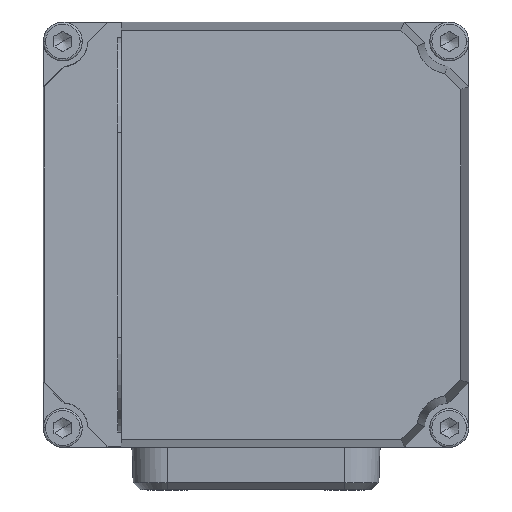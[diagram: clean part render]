
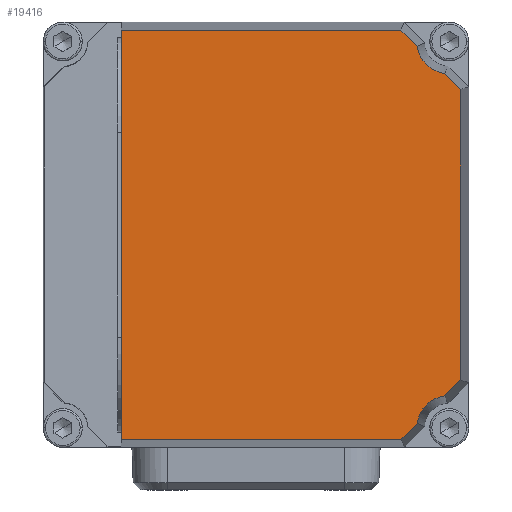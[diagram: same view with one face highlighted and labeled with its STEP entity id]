
A CAD part, front view. The second image highlights one B-rep face of the part: STEP entity #19416.
In plain terms, the highlighted free-form (B-spline) face has degree [1, 1] with [2, 2] control points.
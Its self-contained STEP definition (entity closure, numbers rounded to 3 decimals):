
#18166=DIRECTION('',(0.707,-0.707,0.));
#18167=VECTOR('',#18166,3.225);
#18168=CARTESIAN_POINT('',(20.445,28.865,65.));
#18169=LINE('',#18168,#18167);
#18173=CARTESIAN_POINT('',(27.25,27.25,65.));
#18174=DIRECTION('',(0.,0.,1.));
#18175=DIRECTION('',(-0.989,-0.145,0.));
#18176=AXIS2_PLACEMENT_3D('',#18173,#18174,#18175);
#18181=DIRECTION('',(0.707,-0.707,0.));
#18182=VECTOR('',#18181,3.225);
#18183=CARTESIAN_POINT('',(26.585,22.725,65.));
#18184=LINE('',#18183,#18182);
#18188=DIRECTION('',(0.,1.,0.));
#18189=VECTOR('',#18188,40.89);
#18190=CARTESIAN_POINT('',(28.865,-20.445,65.));
#18191=LINE('',#18190,#18189);
#18195=DIRECTION('',(-0.707,-0.707,0.));
#18196=VECTOR('',#18195,3.225);
#18197=CARTESIAN_POINT('',(28.865,-20.445,65.));
#18198=LINE('',#18197,#18196);
#18202=CARTESIAN_POINT('',(27.25,-27.25,65.));
#18203=DIRECTION('',(0.,0.,1.));
#18204=DIRECTION('',(-0.145,0.989,0.));
#18205=AXIS2_PLACEMENT_3D('',#18202,#18203,#18204);
#18210=DIRECTION('',(-0.707,-0.707,0.));
#18211=VECTOR('',#18210,3.225);
#18212=CARTESIAN_POINT('',(22.725,-26.585,65.));
#18213=LINE('',#18212,#18211);
#18217=DIRECTION('',(1.,0.,0.));
#18218=VECTOR('',#18217,39.445);
#18219=CARTESIAN_POINT('',(-19.,-28.865,65.));
#18220=LINE('',#18219,#18218);
#18224=DIRECTION('',(0.,-1.,0.));
#18225=VECTOR('',#18224,57.731);
#18226=CARTESIAN_POINT('',(-19.,28.865,65.));
#18227=LINE('',#18226,#18225);
#18231=DIRECTION('',(-1.,0.,0.));
#18232=VECTOR('',#18231,39.445);
#18233=CARTESIAN_POINT('',(20.445,28.865,65.));
#18234=LINE('',#18233,#18232);
#18238=CARTESIAN_POINT('',(22.725,26.585,65.));
#18248=CARTESIAN_POINT('',(26.585,22.725,65.));
#18308=CARTESIAN_POINT('',(26.585,-22.725,65.));
#18318=CARTESIAN_POINT('',(22.725,-26.585,65.));
#18989=CARTESIAN_POINT('',(-19.,28.865,65.));
#18990=CARTESIAN_POINT('',(-19.,-28.865,65.));
#18991=VERTEX_POINT('',#18989);
#18992=VERTEX_POINT('',#18990);
#19049=CARTESIAN_POINT('',(20.445,-28.865,65.));
#19050=VERTEX_POINT('',#19049);
#19051=VERTEX_POINT('',#18308);
#19053=VERTEX_POINT('',#18318);
#19059=CARTESIAN_POINT('',(20.445,28.865,65.));
#19060=VERTEX_POINT('',#19059);
#19061=VERTEX_POINT('',#18238);
#19063=VERTEX_POINT('',#18248);
#19065=CARTESIAN_POINT('',(28.865,-20.445,65.));
#19066=CARTESIAN_POINT('',(28.865,20.445,65.));
#19067=VERTEX_POINT('',#19065);
#19068=VERTEX_POINT('',#19066);
#19391=CARTESIAN_POINT('',(-19.,-28.865,65.));
#19392=CARTESIAN_POINT('',(-19.,28.865,65.));
#19393=CARTESIAN_POINT('',(28.865,-28.865,65.));
#19394=CARTESIAN_POINT('',(28.865,28.865,65.));
#19395=B_SPLINE_SURFACE_WITH_KNOTS('',1,1,((#19391,#19392),(#19393,#19394)),
.UNSPECIFIED.,.F.,.F.,.F.,(2,2),(2,2),(-19.,28.865),(
-28.865,28.865),.UNSPECIFIED.);
#19396=ORIENTED_EDGE('',*,*,#19382,.T.);
#19398=ORIENTED_EDGE('',*,*,#19397,.T.);
#19400=ORIENTED_EDGE('',*,*,#19399,.T.);
#19402=ORIENTED_EDGE('',*,*,#19401,.F.);
#19404=ORIENTED_EDGE('',*,*,#19403,.T.);
#19406=ORIENTED_EDGE('',*,*,#19405,.T.);
#19408=ORIENTED_EDGE('',*,*,#19407,.T.);
#19410=ORIENTED_EDGE('',*,*,#19409,.F.);
#19412=ORIENTED_EDGE('',*,*,#19411,.F.);
#19413=ORIENTED_EDGE('',*,*,#19361,.F.);
#19414=EDGE_LOOP('',(#19396,#19398,#19400,#19402,#19404,#19406,#19408,#19410,
#19412,#19413));
#19415=FACE_OUTER_BOUND('',#19414,.F.);
#19416=ADVANCED_FACE('',(#19415),#19395,.T.);
#18177=CIRCLE('',#18176,4.573);
#18206=CIRCLE('',#18205,4.573);
#19361=EDGE_CURVE('',#19060,#18991,#18234,.T.);
#19382=EDGE_CURVE('',#19060,#19061,#18169,.T.);
#19397=EDGE_CURVE('',#19061,#19063,#18177,.T.);
#19399=EDGE_CURVE('',#19063,#19068,#18184,.T.);
#19401=EDGE_CURVE('',#19067,#19068,#18191,.T.);
#19403=EDGE_CURVE('',#19067,#19051,#18198,.T.);
#19405=EDGE_CURVE('',#19051,#19053,#18206,.T.);
#19407=EDGE_CURVE('',#19053,#19050,#18213,.T.);
#19409=EDGE_CURVE('',#18992,#19050,#18220,.T.);
#19411=EDGE_CURVE('',#18991,#18992,#18227,.T.);
